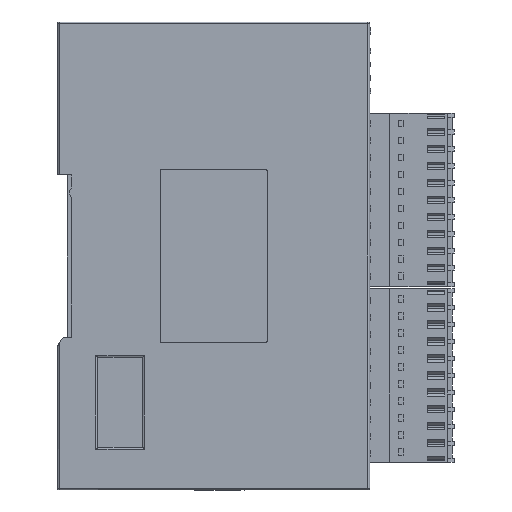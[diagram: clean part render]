
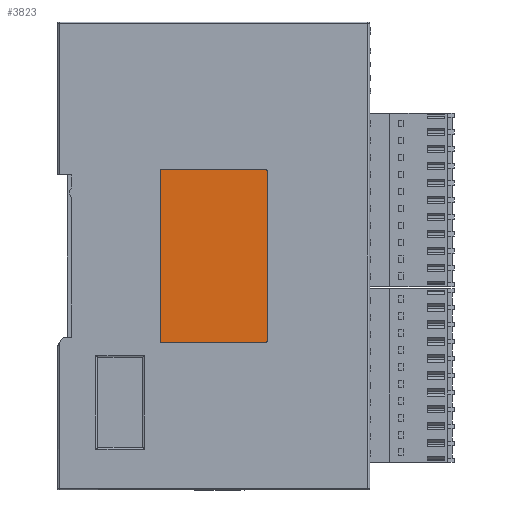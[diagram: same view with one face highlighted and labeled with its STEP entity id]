
A CAD part, left-side view. The second image highlights one B-rep face of the part: STEP entity #3823.
In plain terms, the highlighted planar face has unit normal (-1, 0, 0).
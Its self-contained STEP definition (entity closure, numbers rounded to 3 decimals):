
#248=(
BOUNDED_CURVE()
B_SPLINE_CURVE(2,(#95668,#95669,#95670),.UNSPECIFIED.,.F.,.F.)
B_SPLINE_CURVE_WITH_KNOTS((3,3),(-0.785,0.),.UNSPECIFIED.)
CURVE()
GEOMETRIC_REPRESENTATION_ITEM()
RATIONAL_B_SPLINE_CURVE((1.,0.707,1.))
REPRESENTATION_ITEM('')
);
#250=(
BOUNDED_CURVE()
B_SPLINE_CURVE(2,(#95684,#95685,#95686),.UNSPECIFIED.,.F.,.F.)
B_SPLINE_CURVE_WITH_KNOTS((3,3),(-0.785,0.),.UNSPECIFIED.)
CURVE()
GEOMETRIC_REPRESENTATION_ITEM()
RATIONAL_B_SPLINE_CURVE((1.,0.707,1.))
REPRESENTATION_ITEM('')
);
#252=(
BOUNDED_CURVE()
B_SPLINE_CURVE(2,(#95704,#95705,#95706),.UNSPECIFIED.,.F.,.F.)
B_SPLINE_CURVE_WITH_KNOTS((3,3),(-0.785,0.),.UNSPECIFIED.)
CURVE()
GEOMETRIC_REPRESENTATION_ITEM()
RATIONAL_B_SPLINE_CURVE((1.,0.707,1.))
REPRESENTATION_ITEM('')
);
#254=(
BOUNDED_CURVE()
B_SPLINE_CURVE(2,(#95718,#95719,#95720),.UNSPECIFIED.,.F.,.F.)
B_SPLINE_CURVE_WITH_KNOTS((3,3),(-0.785,0.),.UNSPECIFIED.)
CURVE()
GEOMETRIC_REPRESENTATION_ITEM()
RATIONAL_B_SPLINE_CURVE((1.,0.707,1.))
REPRESENTATION_ITEM('')
);
#3823=ADVANCED_FACE('',(#6865),#49314,.T.);
#6865=FACE_OUTER_BOUND('',#10094,.T.);
#10094=EDGE_LOOP('',(#25718,#25719,#25720,#25721,#25722,#25723,#25724,#25725));
#25718=ORIENTED_EDGE('',*,*,#33193,.T.);
#25719=ORIENTED_EDGE('',*,*,#33181,.F.);
#25720=ORIENTED_EDGE('',*,*,#33171,.T.);
#25721=ORIENTED_EDGE('',*,*,#33175,.F.);
#25722=ORIENTED_EDGE('',*,*,#33178,.T.);
#25723=ORIENTED_EDGE('',*,*,#33184,.F.);
#25724=ORIENTED_EDGE('',*,*,#33187,.T.);
#25725=ORIENTED_EDGE('',*,*,#33190,.F.);
#33171=EDGE_CURVE('',#46549,#46550,#248,.T.);
#33175=EDGE_CURVE('',#46553,#46550,#40941,.T.);
#33178=EDGE_CURVE('',#46553,#46555,#250,.T.);
#33181=EDGE_CURVE('',#46549,#46557,#40945,.T.);
#33184=EDGE_CURVE('',#46559,#46555,#40948,.T.);
#33187=EDGE_CURVE('',#46559,#46561,#252,.T.);
#33190=EDGE_CURVE('',#46563,#46561,#40952,.T.);
#33193=EDGE_CURVE('',#46563,#46557,#254,.T.);
#40941=B_SPLINE_CURVE_WITH_KNOTS('',1,(#95678,#95679),.UNSPECIFIED.,.F.,
 .F.,(2,2),(0.,23.),.UNSPECIFIED.);
#40945=B_SPLINE_CURVE_WITH_KNOTS('',1,(#95692,#95693),.UNSPECIFIED.,.F.,
 .F.,(2,2),(0.,38.),.UNSPECIFIED.);
#40948=B_SPLINE_CURVE_WITH_KNOTS('',1,(#95698,#95699),.UNSPECIFIED.,.F.,
 .F.,(2,2),(0.,38.),.UNSPECIFIED.);
#40952=B_SPLINE_CURVE_WITH_KNOTS('',1,(#95712,#95713),.UNSPECIFIED.,.F.,
 .F.,(2,2),(0.,23.),.UNSPECIFIED.);
#46549=VERTEX_POINT('',#88748);
#46550=VERTEX_POINT('',#88749);
#46553=VERTEX_POINT('',#88752);
#46555=VERTEX_POINT('',#88754);
#46557=VERTEX_POINT('',#88756);
#46559=VERTEX_POINT('',#88758);
#46561=VERTEX_POINT('',#88760);
#46563=VERTEX_POINT('',#88762);
#49314=PLANE('',#52418);
#52418=AXIS2_PLACEMENT_3D('',#86732,#54797,$);
#54797=DIRECTION('',(-1.,0.,0.));
#86732=CARTESIAN_POINT('',(-345.703,-100.889,260.107));
#88748=CARTESIAN_POINT('',(-345.703,-97.88,255.098));
#88749=CARTESIAN_POINT('',(-345.703,-97.38,255.598));
#88752=CARTESIAN_POINT('',(-345.703,-74.38,255.598));
#88754=CARTESIAN_POINT('',(-345.703,-73.88,255.098));
#88756=CARTESIAN_POINT('',(-345.703,-97.88,217.098));
#88758=CARTESIAN_POINT('',(-345.703,-73.88,217.098));
#88760=CARTESIAN_POINT('',(-345.703,-74.38,216.598));
#88762=CARTESIAN_POINT('',(-345.703,-97.38,216.598));
#95668=CARTESIAN_POINT('',(-345.703,-97.88,255.098));
#95669=CARTESIAN_POINT('',(-345.703,-97.88,255.598));
#95670=CARTESIAN_POINT('',(-345.703,-97.38,255.598));
#95678=CARTESIAN_POINT('',(-345.703,-74.38,255.598));
#95679=CARTESIAN_POINT('',(-345.703,-97.38,255.598));
#95684=CARTESIAN_POINT('',(-345.703,-74.38,255.598));
#95685=CARTESIAN_POINT('',(-345.703,-73.88,255.598));
#95686=CARTESIAN_POINT('',(-345.703,-73.88,255.098));
#95692=CARTESIAN_POINT('',(-345.703,-97.88,255.098));
#95693=CARTESIAN_POINT('',(-345.703,-97.88,217.098));
#95698=CARTESIAN_POINT('',(-345.703,-73.88,217.098));
#95699=CARTESIAN_POINT('',(-345.703,-73.88,255.098));
#95704=CARTESIAN_POINT('',(-345.703,-73.88,217.098));
#95705=CARTESIAN_POINT('',(-345.703,-73.88,216.598));
#95706=CARTESIAN_POINT('',(-345.703,-74.38,216.598));
#95712=CARTESIAN_POINT('',(-345.703,-97.38,216.598));
#95713=CARTESIAN_POINT('',(-345.703,-74.38,216.598));
#95718=CARTESIAN_POINT('',(-345.703,-97.38,216.598));
#95719=CARTESIAN_POINT('',(-345.703,-97.88,216.598));
#95720=CARTESIAN_POINT('',(-345.703,-97.88,217.098));
